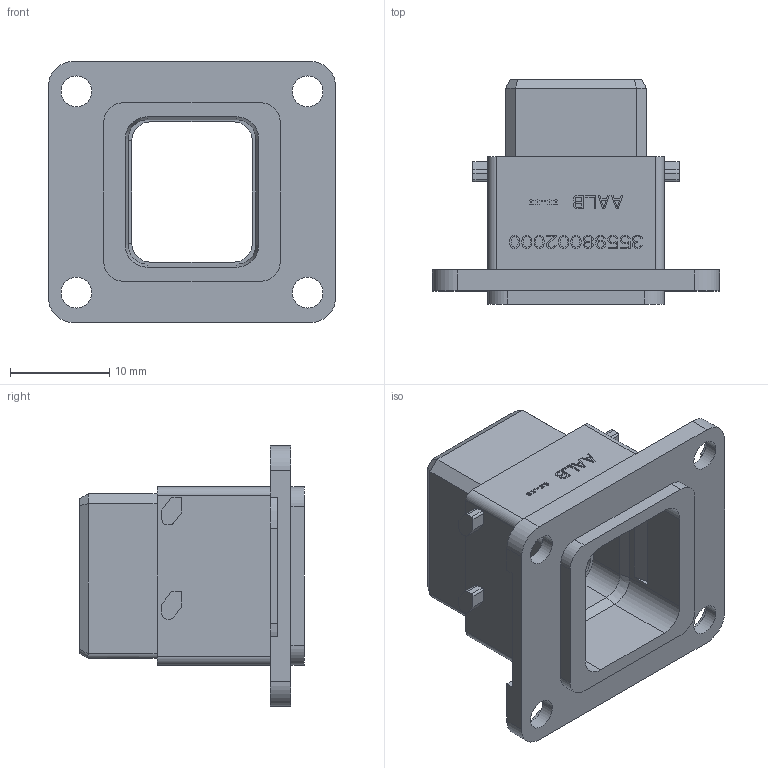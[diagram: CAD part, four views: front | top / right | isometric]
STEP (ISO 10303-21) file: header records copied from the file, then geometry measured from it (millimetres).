
FILE_DESCRIPTION((''),'2;1');
FILE_NAME('35598002000','2020-02-20T',('presta_be4'),(''),'CREO PARAMETRIC BY PTC INC, 2018360','CREO PARAMETRIC BY PTC INC, 2018360','');
FILE_SCHEMA(('CONFIG_CONTROL_DESIGN'));
Length unit declared in the file: millimetre
Products named in the file (1): 35598002000
Bounding box: 28.95 x 22.65 x 26.3 mm (x, y, z)
Volume: 3118 mm3; surface area: 4015.3 mm2
Topology: 1 solids, 1 shells, 862 faces, 2426 edges, 1608 vertices
Faces by surface type: plane 794, cylinder 60, cone 8
Entity records: 27386 total; most frequent: CARTESIAN_POINT 4934, ORIENTED_EDGE 4852, DIRECTION 4262, EDGE_CURVE 2426, VECTOR 2298, LINE 2298, VERTEX_POINT 1608, AXIS2_PLACEMENT_3D 982
